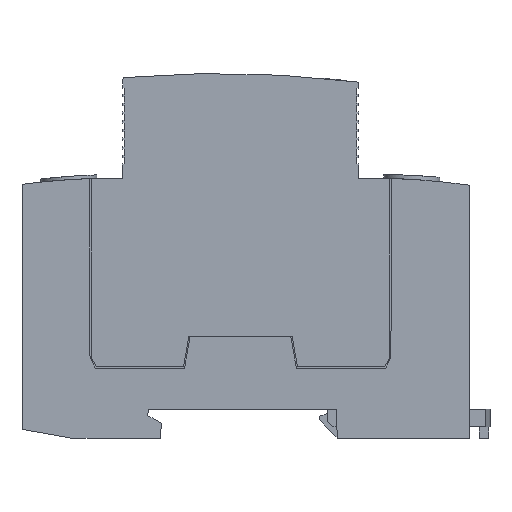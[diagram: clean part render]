
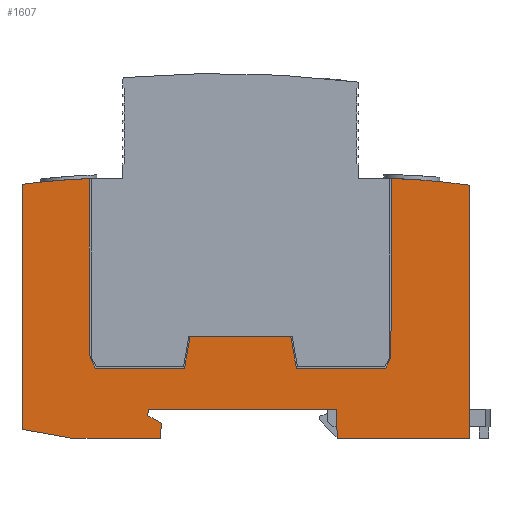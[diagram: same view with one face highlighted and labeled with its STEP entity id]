
A CAD part, left-side view. The second image highlights one B-rep face of the part: STEP entity #1607.
In plain terms, the highlighted planar face has unit normal (-1, 0, 0).
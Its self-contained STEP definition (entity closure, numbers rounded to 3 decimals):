
#2=DIRECTION('',(0.,0.985,0.174));
#3=VECTOR('',#2,9.79);
#4=CARTESIAN_POINT('',(-8.95,32.759,-24.625));
#5=LINE('',#4,#3);
#6=DIRECTION('',(0.,0.,1.));
#7=VECTOR('',#6,46.455);
#8=CARTESIAN_POINT('',(-8.95,42.4,-22.925));
#9=LINE('',#8,#7);
#10=CARTESIAN_POINT('',(-8.95,24.8,-110.425));
#11=DIRECTION('',(1.,0.,0.));
#12=DIRECTION('',(0.,0.13,0.991));
#13=AXIS2_PLACEMENT_3D('',#10,#11,#12);
#15=DIRECTION('',(0.,-0.005,-1.));
#16=VECTOR('',#15,33.897);
#17=CARTESIAN_POINT('',(-8.95,29.688,24.593));
#18=LINE('',#17,#16);
#19=DIRECTION('',(0.,-0.447,-0.894));
#20=VECTOR('',#19,2.26);
#21=CARTESIAN_POINT('',(-8.95,29.511,-9.304));
#22=LINE('',#21,#20);
#23=DIRECTION('',(0.,-1.,0.));
#24=VECTOR('',#23,16.9);
#25=CARTESIAN_POINT('',(-8.95,28.5,-11.325));
#26=LINE('',#25,#24);
#27=DIRECTION('',(0.,-0.174,0.985));
#28=VECTOR('',#27,6.093);
#29=CARTESIAN_POINT('',(-8.95,11.6,-11.325));
#30=LINE('',#29,#28);
#31=DIRECTION('',(0.,-1.,0.));
#32=VECTOR('',#31,19.084);
#33=CARTESIAN_POINT('',(-8.95,10.542,-5.325));
#34=LINE('',#33,#32);
#35=DIRECTION('',(0.,-0.174,-0.985));
#36=VECTOR('',#35,6.093);
#37=CARTESIAN_POINT('',(-8.95,-8.542,-5.325));
#38=LINE('',#37,#36);
#39=DIRECTION('',(0.,-1.,0.));
#40=VECTOR('',#39,16.9);
#41=CARTESIAN_POINT('',(-8.95,-9.6,-11.325));
#42=LINE('',#41,#40);
#43=DIRECTION('',(0.,-0.447,0.894));
#44=VECTOR('',#43,2.26);
#45=CARTESIAN_POINT('',(-8.95,-26.5,-11.325));
#46=LINE('',#45,#44);
#47=DIRECTION('',(0.,-0.005,1.));
#48=VECTOR('',#47,33.929);
#49=CARTESIAN_POINT('',(-8.95,-27.511,-9.304));
#50=LINE('',#49,#48);
#51=CARTESIAN_POINT('',(-8.95,-23.5,-110.425));
#52=DIRECTION('',(1.,0.,0.));
#53=DIRECTION('',(0.,-0.031,1.));
#54=AXIS2_PLACEMENT_3D('',#51,#52,#53);
#56=DIRECTION('',(0.,0.,-1.));
#57=VECTOR('',#56,47.987);
#58=CARTESIAN_POINT('',(-8.95,-42.4,23.362));
#59=LINE('',#58,#57);
#60=DIRECTION('',(0.,1.,0.));
#61=VECTOR('',#60,25.056);
#62=CARTESIAN_POINT('',(-8.95,-42.4,-24.625));
#63=LINE('',#62,#61);
#64=DIRECTION('',(0.,0.026,1.));
#65=VECTOR('',#64,5.502);
#66=CARTESIAN_POINT('',(-8.95,-17.344,-24.625));
#67=LINE('',#66,#65);
#68=DIRECTION('',(0.,1.,0.));
#69=VECTOR('',#68,35.7);
#70=CARTESIAN_POINT('',(-8.95,-17.2,-19.125));
#71=LINE('',#70,#69);
#72=DIRECTION('',(0.,0.026,-1.));
#73=VECTOR('',#72,1.182);
#74=CARTESIAN_POINT('',(-8.95,18.5,-19.125));
#75=LINE('',#74,#73);
#76=DIRECTION('',(0.,-0.866,-0.5));
#77=VECTOR('',#76,2.889);
#78=CARTESIAN_POINT('',(-8.95,18.531,-20.307));
#79=LINE('',#78,#77);
#80=DIRECTION('',(0.,0.026,-1.));
#81=VECTOR('',#80,2.875);
#82=CARTESIAN_POINT('',(-8.95,16.029,-21.751));
#83=LINE('',#82,#81);
#84=DIRECTION('',(0.,1.,0.));
#85=VECTOR('',#84,16.655);
#86=CARTESIAN_POINT('',(-8.95,16.104,-24.625));
#87=LINE('',#86,#85);
#1238=CARTESIAN_POINT('',(-8.95,42.4,23.53));
#1239=CARTESIAN_POINT('',(-8.95,29.688,24.593));
#1240=VERTEX_POINT('',#1238);
#1241=VERTEX_POINT('',#1239);
#1242=CARTESIAN_POINT('',(-8.95,29.511,-9.304));
#1243=VERTEX_POINT('',#1242);
#1244=CARTESIAN_POINT('',(-8.95,28.5,-11.325));
#1245=VERTEX_POINT('',#1244);
#1246=CARTESIAN_POINT('',(-8.95,11.6,-11.325));
#1247=VERTEX_POINT('',#1246);
#1248=CARTESIAN_POINT('',(-8.95,10.542,-5.325));
#1249=VERTEX_POINT('',#1248);
#1250=CARTESIAN_POINT('',(-8.95,-8.542,-5.325));
#1251=VERTEX_POINT('',#1250);
#1252=CARTESIAN_POINT('',(-8.95,-9.6,-11.325));
#1253=VERTEX_POINT('',#1252);
#1254=CARTESIAN_POINT('',(-8.95,-26.5,-11.325));
#1255=VERTEX_POINT('',#1254);
#1256=CARTESIAN_POINT('',(-8.95,-27.511,-9.304));
#1257=VERTEX_POINT('',#1256);
#1258=CARTESIAN_POINT('',(-8.95,-27.688,24.625));
#1259=VERTEX_POINT('',#1258);
#1260=CARTESIAN_POINT('',(-8.95,-42.4,23.362));
#1261=VERTEX_POINT('',#1260);
#1262=CARTESIAN_POINT('',(-8.95,-17.344,-24.625));
#1263=CARTESIAN_POINT('',(-8.95,-17.2,-19.125));
#1264=VERTEX_POINT('',#1262);
#1265=VERTEX_POINT('',#1263);
#1266=CARTESIAN_POINT('',(-8.95,18.5,-19.125));
#1267=VERTEX_POINT('',#1266);
#1268=CARTESIAN_POINT('',(-8.95,18.531,-20.307));
#1269=VERTEX_POINT('',#1268);
#1270=CARTESIAN_POINT('',(-8.95,16.029,-21.751));
#1271=VERTEX_POINT('',#1270);
#1272=CARTESIAN_POINT('',(-8.95,16.104,-24.625));
#1273=VERTEX_POINT('',#1272);
#1274=CARTESIAN_POINT('',(-8.95,32.759,-24.625));
#1275=VERTEX_POINT('',#1274);
#1551=CARTESIAN_POINT('',(-8.95,42.4,-22.925));
#1553=VERTEX_POINT('',#1551);
#1556=CARTESIAN_POINT('',(-8.95,-42.4,-24.625));
#1557=VERTEX_POINT('',#1556);
#1558=CARTESIAN_POINT('',(-8.95,0.,0.));
#1559=DIRECTION('',(1.,0.,0.));
#1560=DIRECTION('',(0.,0.,-1.));
#1561=AXIS2_PLACEMENT_3D('',#1558,#1559,#1560);
#1562=PLANE('',#1561);
#1564=ORIENTED_EDGE('',*,*,#1563,.T.);
#1566=ORIENTED_EDGE('',*,*,#1565,.T.);
#1568=ORIENTED_EDGE('',*,*,#1567,.T.);
#1570=ORIENTED_EDGE('',*,*,#1569,.T.);
#1572=ORIENTED_EDGE('',*,*,#1571,.T.);
#1574=ORIENTED_EDGE('',*,*,#1573,.T.);
#1576=ORIENTED_EDGE('',*,*,#1575,.T.);
#1578=ORIENTED_EDGE('',*,*,#1577,.T.);
#1580=ORIENTED_EDGE('',*,*,#1579,.T.);
#1582=ORIENTED_EDGE('',*,*,#1581,.T.);
#1584=ORIENTED_EDGE('',*,*,#1583,.T.);
#1586=ORIENTED_EDGE('',*,*,#1585,.T.);
#1588=ORIENTED_EDGE('',*,*,#1587,.T.);
#1590=ORIENTED_EDGE('',*,*,#1589,.T.);
#1592=ORIENTED_EDGE('',*,*,#1591,.T.);
#1594=ORIENTED_EDGE('',*,*,#1593,.T.);
#1596=ORIENTED_EDGE('',*,*,#1595,.T.);
#1598=ORIENTED_EDGE('',*,*,#1597,.T.);
#1600=ORIENTED_EDGE('',*,*,#1599,.T.);
#1602=ORIENTED_EDGE('',*,*,#1601,.T.);
#1604=ORIENTED_EDGE('',*,*,#1603,.T.);
#1605=EDGE_LOOP('',(#1564,#1566,#1568,#1570,#1572,#1574,#1576,#1578,#1580,#1582,
#1584,#1586,#1588,#1590,#1592,#1594,#1596,#1598,#1600,#1602,#1604));
#1606=FACE_OUTER_BOUND('',#1605,.F.);
#1607=ADVANCED_FACE('',(#1606),#1562,.F.);
#14=CIRCLE('',#13,135.106);
#55=CIRCLE('',#54,135.115);
#1563=EDGE_CURVE('',#1275,#1553,#5,.T.);
#1565=EDGE_CURVE('',#1553,#1240,#9,.T.);
#1567=EDGE_CURVE('',#1240,#1241,#14,.T.);
#1569=EDGE_CURVE('',#1241,#1243,#18,.T.);
#1571=EDGE_CURVE('',#1243,#1245,#22,.T.);
#1573=EDGE_CURVE('',#1245,#1247,#26,.T.);
#1575=EDGE_CURVE('',#1247,#1249,#30,.T.);
#1577=EDGE_CURVE('',#1249,#1251,#34,.T.);
#1579=EDGE_CURVE('',#1251,#1253,#38,.T.);
#1581=EDGE_CURVE('',#1253,#1255,#42,.T.);
#1583=EDGE_CURVE('',#1255,#1257,#46,.T.);
#1585=EDGE_CURVE('',#1257,#1259,#50,.T.);
#1587=EDGE_CURVE('',#1259,#1261,#55,.T.);
#1589=EDGE_CURVE('',#1261,#1557,#59,.T.);
#1591=EDGE_CURVE('',#1557,#1264,#63,.T.);
#1593=EDGE_CURVE('',#1264,#1265,#67,.T.);
#1595=EDGE_CURVE('',#1265,#1267,#71,.T.);
#1597=EDGE_CURVE('',#1267,#1269,#75,.T.);
#1599=EDGE_CURVE('',#1269,#1271,#79,.T.);
#1601=EDGE_CURVE('',#1271,#1273,#83,.T.);
#1603=EDGE_CURVE('',#1273,#1275,#87,.T.);
